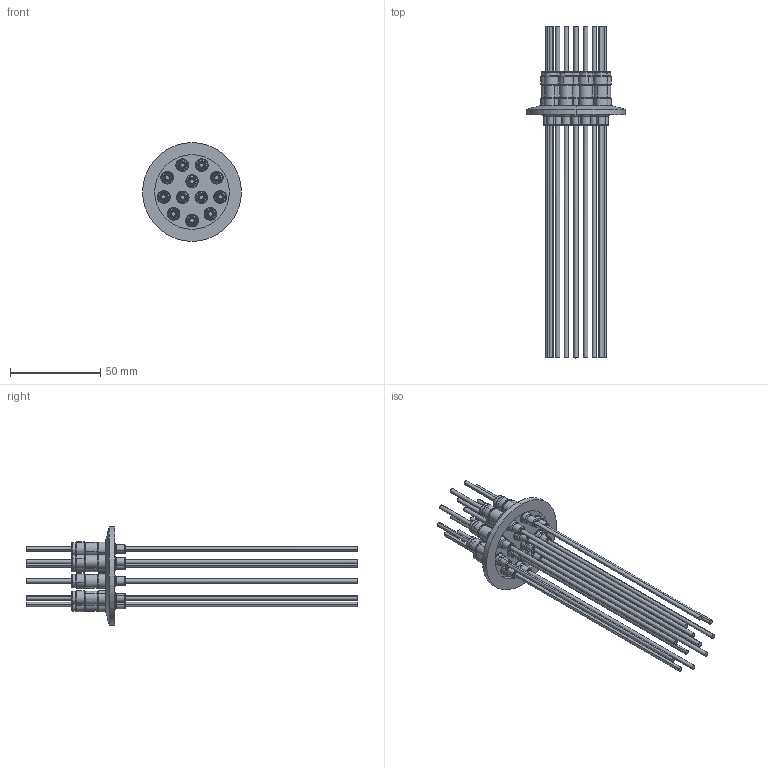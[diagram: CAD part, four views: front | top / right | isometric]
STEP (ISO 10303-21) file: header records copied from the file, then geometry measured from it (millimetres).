
FILE_DESCRIPTION (( 'STEP AP203' ), '1' );
FILE_NAME ('A0820-1-QF.STEP', '2013-05-29T12:15:26', ( '' ), ( '' ), 'SwSTEP 2.0', 'SolidWorks 2012', '' );
FILE_SCHEMA (( 'CONFIG_CONTROL_DESIGN' ));
Length unit declared in the file: inch
Products named in the file (1): A0820-1-QF
Bounding box: 54.86 x 184.15 x 54.86 mm (x, y, z)
Volume: 36320.8 mm3; surface area: 48566.4 mm2
Topology: 25 solids, 37 shells, 1161 faces, 2416 edges, 1450 vertices
Faces by surface type: cylinder 628, plane 195, cone 170, torus 168
Entity records: 31263 total; most frequent: DIRECTION 6358, CARTESIAN_POINT 5028, ORIENTED_EDGE 4832, AXIS2_PLACEMENT_3D 2780, EDGE_CURVE 2416, CIRCLE 1618, VERTEX_POINT 1450, EDGE_LOOP 1354
